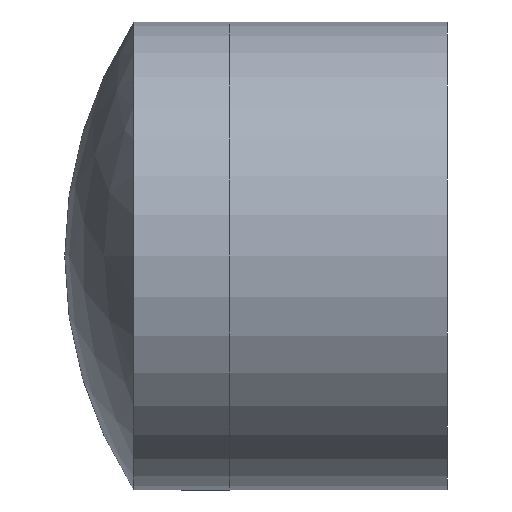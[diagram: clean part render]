
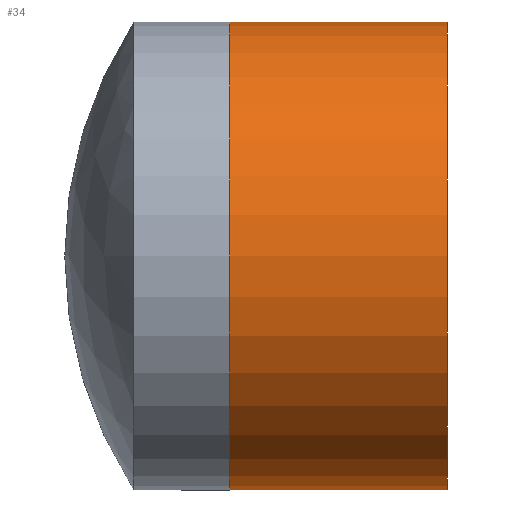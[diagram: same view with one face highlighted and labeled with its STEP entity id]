
A CAD part, front view. The second image highlights one B-rep face of the part: STEP entity #34.
In plain terms, the highlighted cylindrical face has radius 2.5 mm (diameter 5 mm), a partial arc.
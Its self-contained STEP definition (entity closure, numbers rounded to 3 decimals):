
#34 = ADVANCED_FACE ( 'NONE', ( #283 ), #35, .T. ) ;
#35 = CYLINDRICAL_SURFACE ( 'NONE', #178, 2.5 ) ;
#43 = CARTESIAN_POINT ( 'NONE',  ( 2.359, 0., 2.5 ) ) ;
#67 = VERTEX_POINT ( 'NONE', #43 ) ;
#71 = LINE ( 'NONE', #299, #344 ) ;
#83 = ORIENTED_EDGE ( 'NONE', *, *, #327, .F. ) ;
#92 = ORIENTED_EDGE ( 'NONE', *, *, #235, .F. ) ;
#100 = VERTEX_POINT ( 'NONE', #328 ) ;
#105 = CARTESIAN_POINT ( 'NONE',  ( 4.683, 0., 0. ) ) ;
#116 = DIRECTION ( 'NONE',  ( -1., 0., 0. ) ) ;
#122 = DIRECTION ( 'NONE',  ( -1., 0., 0. ) ) ;
#124 = DIRECTION ( 'NONE',  ( -1., 0., 0. ) ) ;
#125 = VERTEX_POINT ( 'NONE', #154 ) ;
#129 = DIRECTION ( 'NONE',  ( 0., 0., 1. ) ) ;
#133 = VECTOR ( 'NONE', #260, 1000. ) ;
#144 = LINE ( 'NONE', #325, #133 ) ;
#154 = CARTESIAN_POINT ( 'NONE',  ( 4.683, 0., -2.5 ) ) ;
#162 = DIRECTION ( 'NONE',  ( -1., 0., 0. ) ) ;
#169 = CIRCLE ( 'NONE', #238, 2.5 ) ;
#178 = AXIS2_PLACEMENT_3D ( 'NONE', #305, #122, #303 ) ;
#179 = CIRCLE ( 'NONE', #223, 2.5 ) ;
#183 = CARTESIAN_POINT ( 'NONE',  ( 2.359, 0., 0. ) ) ;
#213 = CARTESIAN_POINT ( 'NONE',  ( 4.683, 0., 2.5 ) ) ;
#223 = AXIS2_PLACEMENT_3D ( 'NONE', #183, #162, #129 ) ;
#235 = EDGE_CURVE ( 'NONE', #100, #67, #179, .T. ) ;
#238 = AXIS2_PLACEMENT_3D ( 'NONE', #105, #124, #276 ) ;
#249 = VERTEX_POINT ( 'NONE', #213 ) ;
#251 = EDGE_CURVE ( 'NONE', #125, #249, #169, .T. ) ;
#260 = DIRECTION ( 'NONE',  ( -1., 0., 0. ) ) ;
#276 = DIRECTION ( 'NONE',  ( 0., 0., 1. ) ) ;
#282 = EDGE_LOOP ( 'NONE', ( #83, #292, #345, #92 ) ) ;
#283 = FACE_OUTER_BOUND ( 'NONE', #282, .T. ) ;
#292 = ORIENTED_EDGE ( 'NONE', *, *, #251, .T. ) ;
#299 = CARTESIAN_POINT ( 'NONE',  ( -0.552, 0., -2.5 ) ) ;
#303 = DIRECTION ( 'NONE',  ( 0., 0., 1. ) ) ;
#305 = CARTESIAN_POINT ( 'NONE',  ( -0.552, 0., 0. ) ) ;
#325 = CARTESIAN_POINT ( 'NONE',  ( -0.552, 0., 2.5 ) ) ;
#327 = EDGE_CURVE ( 'NONE', #125, #100, #71, .T. ) ;
#328 = CARTESIAN_POINT ( 'NONE',  ( 2.359, 0., -2.5 ) ) ;
#344 = VECTOR ( 'NONE', #116, 1000. ) ;
#345 = ORIENTED_EDGE ( 'NONE', *, *, #346, .T. ) ;
#346 = EDGE_CURVE ( 'NONE', #249, #67, #144, .T. ) ;
